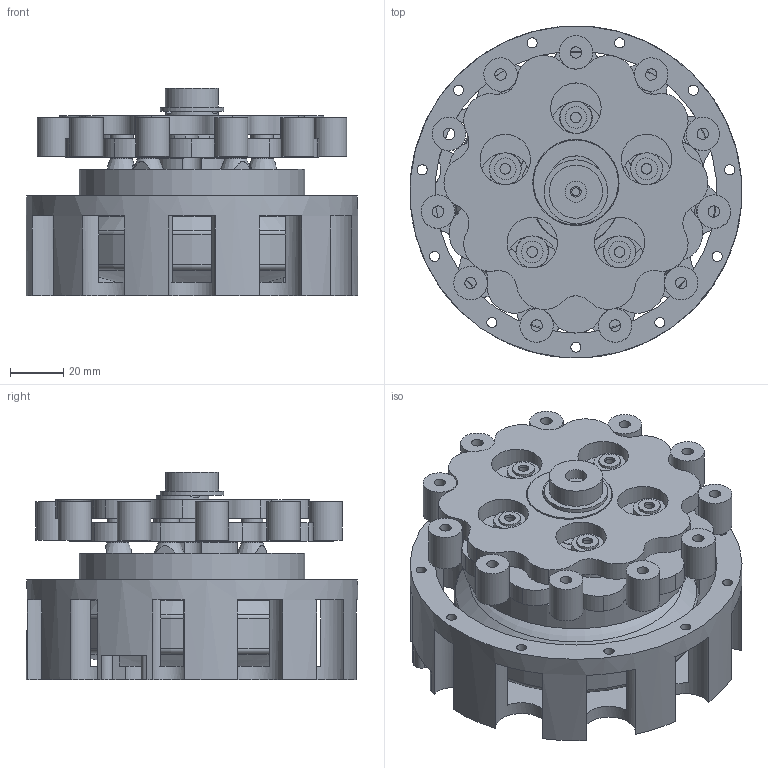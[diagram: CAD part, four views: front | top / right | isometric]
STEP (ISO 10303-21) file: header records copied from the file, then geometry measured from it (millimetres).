
FILE_DESCRIPTION(/* description */ (''),/* implementation_level */ '2;1');
FILE_NAME(/* name */ 'f88e2d35-7b33-4d53-8259-af03e9a9e422.stp',/* time_stamp */ '2021-07-28T10:50:26+00:00',/* author */ (''),/* organization */ (''),/* preprocessor_version */ 'ST-DEVELOPER v18.1',/* originating_system */ 'Autodesk Translation Framework v10.9.0.1377',/* authorisation */ '');
FILE_SCHEMA (('AUTOMOTIVE_DESIGN { 1 0 10303 214 3 1 1 }'));
Length unit declared in the file: millimetre
Products named in the file (3): V3; bearingsOuter; bearingsInner
Assembly tree (2 placements, depth 2):
  V3
    bearingsOuter
    bearingsInner
Bounding box: 124.98 x 124.92 x 78 mm (x, y, z)
Volume: 419178.9 mm3; surface area: 145459.4 mm2
Topology: 47 solids, 47 shells, 400 faces, 911 edges, 603 vertices
Faces by surface type: plane 191, cylinder 173, bspline 20, cone 13, torus 3
Full cylindrical faces by diameter (mm): 2.8 x2, 3 x9, 3.3 x2, 3.8 x11, 4 x37, 4.3 x11, 4.5 x4, 8 x10, 8.165 x15, 12 x10, 12.6 x11, 19 x10, 20 x4, 22 x1, 24 x1, 30 x1, 32 x2, 32.5 x2, 42 x1, 46 x1, 65 x2, 69 x1, 85 x1, 92 x1, 106.274 x1, 125.05 x1
Entity records: 15335 total; most frequent: CARTESIAN_POINT 5504, DIRECTION 2099, ORIENTED_EDGE 1822, EDGE_CURVE 911, AXIS2_PLACEMENT_3D 858, VERTEX_POINT 603, EDGE_LOOP 586, CIRCLE 473
